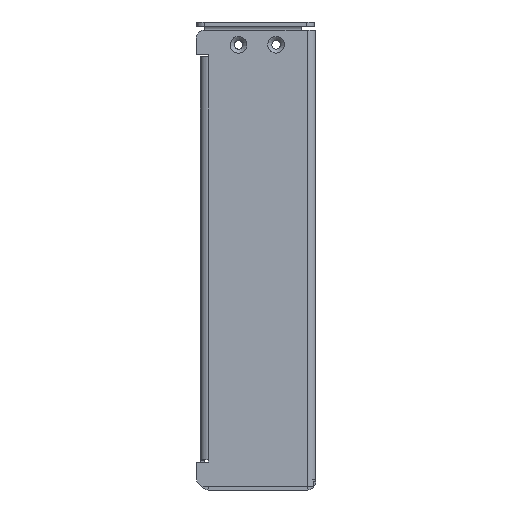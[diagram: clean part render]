
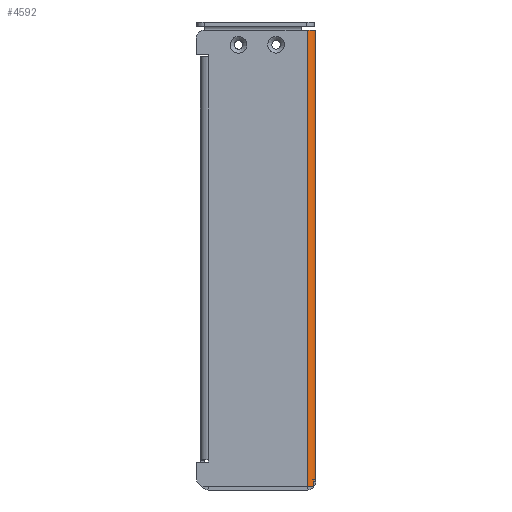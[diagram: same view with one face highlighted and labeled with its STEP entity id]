
A CAD part, left-side view. The second image highlights one B-rep face of the part: STEP entity #4592.
In plain terms, the highlighted cylindrical face has radius 3 mm (diameter 6 mm), a partial arc.
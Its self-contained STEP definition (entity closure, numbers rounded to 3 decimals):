
#304=CIRCLE('',#4998,3.);
#305=CIRCLE('',#4999,3.);
#306=CIRCLE('',#5000,3.);
#383=CYLINDRICAL_SURFACE('',#4997,3.);
#582=FACE_OUTER_BOUND('',#873,.T.);
#873=EDGE_LOOP('',(#3908,#3909,#3910,#3911,#3912,#3913));
#999=LINE('',#6715,#1444);
#1051=LINE('',#7876,#1496);
#1341=LINE('',#10093,#1786);
#1444=VECTOR('',#5239,10.);
#1496=VECTOR('',#5373,10.);
#1786=VECTOR('',#6135,10.);
#1893=VERTEX_POINT('',#6712);
#1894=VERTEX_POINT('',#6714);
#1967=VERTEX_POINT('',#7873);
#1968=VERTEX_POINT('',#7875);
#2245=VERTEX_POINT('',#10090);
#2246=VERTEX_POINT('',#10092);
#2341=EDGE_CURVE('',#1893,#1894,#999,.T.);
#2429=EDGE_CURVE('',#1968,#1967,#1051,.T.);
#2864=EDGE_CURVE('',#1893,#2245,#304,.T.);
#2865=EDGE_CURVE('',#2245,#2246,#1341,.T.);
#2866=EDGE_CURVE('',#2246,#1968,#305,.T.);
#2867=EDGE_CURVE('',#1967,#1894,#306,.T.);
#3908=ORIENTED_EDGE('',*,*,#2341,.F.);
#3909=ORIENTED_EDGE('',*,*,#2864,.T.);
#3910=ORIENTED_EDGE('',*,*,#2865,.T.);
#3911=ORIENTED_EDGE('',*,*,#2866,.T.);
#3912=ORIENTED_EDGE('',*,*,#2429,.T.);
#3913=ORIENTED_EDGE('',*,*,#2867,.T.);
#4592=ADVANCED_FACE('',(#582),#383,.T.);
#4997=AXIS2_PLACEMENT_3D('',#10089,#6131,#6132);
#4998=AXIS2_PLACEMENT_3D('',#10091,#6133,#6134);
#4999=AXIS2_PLACEMENT_3D('',#10094,#6136,#6137);
#5000=AXIS2_PLACEMENT_3D('',#10095,#6138,#6139);
#5239=DIRECTION('',(0.,0.,1.));
#5373=DIRECTION('',(0.,0.,1.));
#6131=DIRECTION('center_axis',(0.,0.,-1.));
#6132=DIRECTION('ref_axis',(0.,-1.,0.));
#6133=DIRECTION('center_axis',(0.,0.,1.));
#6134=DIRECTION('ref_axis',(-1.,0.,0.));
#6135=DIRECTION('',(0.,0.,1.));
#6136=DIRECTION('center_axis',(0.,0.,1.));
#6137=DIRECTION('ref_axis',(-0.64,-0.768,0.));
#6138=DIRECTION('center_axis',(0.,0.,-1.));
#6139=DIRECTION('ref_axis',(0.,-1.,0.));
#6712=CARTESIAN_POINT('',(-110.596,1.5,-126.319));
#6714=CARTESIAN_POINT('',(-110.596,1.5,43.681));
#6715=CARTESIAN_POINT('',(-110.596,1.5,-20.659));
#7873=CARTESIAN_POINT('',(-107.596,-1.5,43.681));
#7875=CARTESIAN_POINT('',(-107.596,-1.5,-123.872));
#7876=CARTESIAN_POINT('',(-107.596,-1.5,-20.659));
#10089=CARTESIAN_POINT('Origin',(-107.596,1.5,-41.319));
#10090=CARTESIAN_POINT('',(-109.516,-0.805,-126.319));
#10091=CARTESIAN_POINT('Origin',(-107.596,1.5,-126.319));
#10092=CARTESIAN_POINT('',(-109.516,-0.805,-123.872));
#10093=CARTESIAN_POINT('',(-109.516,-0.805,-82.595));
#10094=CARTESIAN_POINT('Origin',(-107.596,1.5,-123.872));
#10095=CARTESIAN_POINT('Origin',(-107.596,1.5,43.681));
